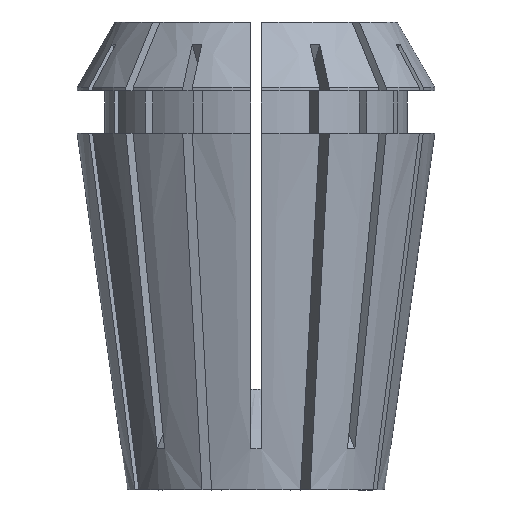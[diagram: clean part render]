
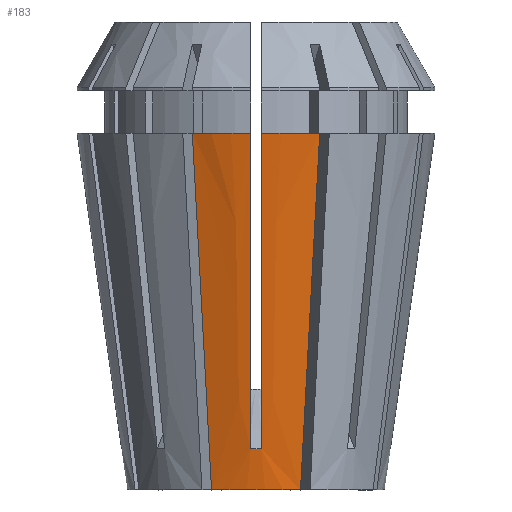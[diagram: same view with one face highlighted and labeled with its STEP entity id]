
A CAD part, left-side view. The second image highlights one B-rep face of the part: STEP entity #183.
In plain terms, the highlighted conical face has half-angle 8 degrees and reference radius 9.36 mm.
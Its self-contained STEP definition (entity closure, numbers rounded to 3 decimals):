
#2 = CARTESIAN_POINT ( 'NONE',  ( -8.784, 3.233, 0. ) ) ;
#10 = CARTESIAN_POINT ( 'NONE',  ( -9.07, -3.351, 2.199 ) ) ;
#38 = CARTESIAN_POINT ( 'NONE',  ( -9.213, 3.41, 3.298 ) ) ;
#51 = CARTESIAN_POINT ( 'NONE',  ( -10.632, 0.375, 9.093 ) ) ;
#56 = B_SPLINE_CURVE_WITH_KNOTS ( 'NONE', 3,
 ( #744, #4410, #4157, #1677, #4922, #2891, #836, #4538, #2071, #2507 ),
 .UNSPECIFIED., .F., .F.,
 ( 4, 3, 3, 4 ),
 ( 0.047, 0.053, 0.07, 0.07 ),
 .UNSPECIFIED. ) ;
#70 = VERTEX_POINT ( 'NONE', #582 ) ;
#93 = DIRECTION ( 'NONE',  ( 0., 0., -1. ) ) ;
#152 = DIRECTION ( 'NONE',  ( 1., 0., 0. ) ) ;
#183 = ADVANCED_FACE ( 'NONE', ( #2325 ), #2135, .T. ) ;
#362 = VERTEX_POINT ( 'NONE', #3204 ) ;
#367 = B_SPLINE_CURVE_WITH_KNOTS ( 'NONE', 3,
 ( #2729, #717, #2790, #3159 ),
 .UNSPECIFIED., .F., .F.,
 ( 4, 4 ),
 ( 0., 0.001 ),
 .UNSPECIFIED. ) ;
#393 = EDGE_CURVE ( 'NONE', #2918, #3078, #2808, .T. ) ;
#451 = CARTESIAN_POINT ( 'NONE',  ( -11.171, -4.221, 18.366 ) ) ;
#457 = CARTESIAN_POINT ( 'NONE',  ( -9.812, 0.375, 3.265 ) ) ;
#582 = CARTESIAN_POINT ( 'NONE',  ( -8.784, -3.233, 0. ) ) ;
#634 = EDGE_LOOP ( 'NONE', ( #3788, #3001, #2931, #1449, #5134, #4399, #1823, #3063 ) ) ;
#717 = CARTESIAN_POINT ( 'NONE',  ( -9.784, 0.125, 2.997 ) ) ;
#744 = CARTESIAN_POINT ( 'NONE',  ( -12.995, -0.375, 25.9 ) ) ;
#802 = CARTESIAN_POINT ( 'NONE',  ( -8.927, -3.292, 1.099 ) ) ;
#836 = CARTESIAN_POINT ( 'NONE',  ( -9.83, -0.375, 3.392 ) ) ;
#853 = CARTESIAN_POINT ( 'NONE',  ( -9.07, 3.351, 2.199 ) ) ;
#864 = CARTESIAN_POINT ( 'NONE',  ( 0., 0., 25.9 ) ) ;
#898 = DIRECTION ( 'NONE',  ( -1., 0., 0. ) ) ;
#978 = DIRECTION ( 'NONE',  ( -1., 0., 0. ) ) ;
#1139 = CARTESIAN_POINT ( 'NONE',  ( -12.995, -0.375, 25.9 ) ) ;
#1257 = EDGE_CURVE ( 'NONE', #362, #4351, #367, .T. ) ;
#1401 = CARTESIAN_POINT ( 'NONE',  ( -9.776, 0.375, 3.01 ) ) ;
#1449 = ORIENTED_EDGE ( 'NONE', *, *, #2073, .F. ) ;
#1490 = CARTESIAN_POINT ( 'NONE',  ( -9.776, -0.375, 3.01 ) ) ;
#1548 = AXIS2_PLACEMENT_3D ( 'NONE', #2545, #2166, #898 ) ;
#1603 = CIRCLE ( 'NONE', #3652, 13. ) ;
#1619 = CARTESIAN_POINT ( 'NONE',  ( -11.171, 4.221, 18.366 ) ) ;
#1677 = CARTESIAN_POINT ( 'NONE',  ( -12.235, -0.375, 20.495 ) ) ;
#1687 = CARTESIAN_POINT ( 'NONE',  ( -9.83, 0.375, 3.392 ) ) ;
#1745 = CARTESIAN_POINT ( 'NONE',  ( -12.742, 0.375, 24.098 ) ) ;
#1823 = ORIENTED_EDGE ( 'NONE', *, *, #1257, .F. ) ;
#1870 = EDGE_CURVE ( 'NONE', #2809, #362, #2493, .T. ) ;
#2000 = DIRECTION ( 'NONE',  ( -1., 0., 0. ) ) ;
#2071 = CARTESIAN_POINT ( 'NONE',  ( -9.794, -0.375, 3.137 ) ) ;
#2073 = EDGE_CURVE ( 'NONE', #4299, #70, #4950, .T. ) ;
#2076 = CARTESIAN_POINT ( 'NONE',  ( -8.784, -3.233, 0. ) ) ;
#2081 = CARTESIAN_POINT ( 'NONE',  ( -12.488, 0.375, 22.296 ) ) ;
#2135 = CONICAL_SURFACE ( 'NONE', #4418, 9.36, 0.14 ) ;
#2166 = DIRECTION ( 'NONE',  ( 0., 0., -1. ) ) ;
#2187 = EDGE_CURVE ( 'NONE', #70, #3078, #2655, .T. ) ;
#2325 = FACE_OUTER_BOUND ( 'NONE', #634, .T. ) ;
#2378 = DIRECTION ( 'NONE',  ( 0., 0., -1. ) ) ;
#2493 = B_SPLINE_CURVE_WITH_KNOTS ( 'NONE', 3,
 ( #4549, #1745, #2081, #4968, #2495, #51, #1687, #457, #3774, #1401 ),
 .UNSPECIFIED., .F., .F.,
 ( 4, 3, 3, 4 ),
 ( 0.047, 0.053, 0.07, 0.07 ),
 .UNSPECIFIED. ) ;
#2495 = CARTESIAN_POINT ( 'NONE',  ( -11.433, 0.375, 14.794 ) ) ;
#2507 = CARTESIAN_POINT ( 'NONE',  ( -9.776, -0.375, 3.01 ) ) ;
#2545 = CARTESIAN_POINT ( 'NONE',  ( 0., 0., 0. ) ) ;
#2573 = CARTESIAN_POINT ( 'NONE',  ( 0., 0., 0. ) ) ;
#2655 = CIRCLE ( 'NONE', #1548, 9.36 ) ;
#2729 = CARTESIAN_POINT ( 'NONE',  ( -9.776, 0.375, 3.01 ) ) ;
#2790 = CARTESIAN_POINT ( 'NONE',  ( -9.784, -0.125, 2.997 ) ) ;
#2808 = B_SPLINE_CURVE_WITH_KNOTS ( 'NONE', 3,
 ( #5311, #1619, #2856, #38, #853, #4155, #2 ),
 .UNSPECIFIED., .F., .F.,
 ( 4, 3, 4 ),
 ( 0., 0.023, 0.026 ),
 .UNSPECIFIED. ) ;
#2809 = VERTEX_POINT ( 'NONE', #2893 ) ;
#2856 = CARTESIAN_POINT ( 'NONE',  ( -10.192, 3.816, 10.832 ) ) ;
#2891 = CARTESIAN_POINT ( 'NONE',  ( -10.632, -0.375, 9.093 ) ) ;
#2893 = CARTESIAN_POINT ( 'NONE',  ( -12.995, 0.375, 25.9 ) ) ;
#2918 = VERTEX_POINT ( 'NONE', #3053 ) ;
#2931 = ORIENTED_EDGE ( 'NONE', *, *, #2187, .F. ) ;
#3001 = ORIENTED_EDGE ( 'NONE', *, *, #393, .T. ) ;
#3021 = DIRECTION ( 'NONE',  ( 0., 0., 1. ) ) ;
#3053 = CARTESIAN_POINT ( 'NONE',  ( -12.149, 4.626, 25.9 ) ) ;
#3063 = ORIENTED_EDGE ( 'NONE', *, *, #1870, .F. ) ;
#3078 = VERTEX_POINT ( 'NONE', #4794 ) ;
#3159 = CARTESIAN_POINT ( 'NONE',  ( -9.776, -0.375, 3.01 ) ) ;
#3204 = CARTESIAN_POINT ( 'NONE',  ( -9.776, 0.375, 3.01 ) ) ;
#3580 = VERTEX_POINT ( 'NONE', #1139 ) ;
#3652 = AXIS2_PLACEMENT_3D ( 'NONE', #4473, #2378, #2000 ) ;
#3771 = AXIS2_PLACEMENT_3D ( 'NONE', #864, #93, #978 ) ;
#3774 = CARTESIAN_POINT ( 'NONE',  ( -9.794, 0.375, 3.137 ) ) ;
#3788 = ORIENTED_EDGE ( 'NONE', *, *, #4683, .T. ) ;
#3919 = EDGE_CURVE ( 'NONE', #4299, #3580, #1603, .T. ) ;
#3962 = EDGE_CURVE ( 'NONE', #3580, #4351, #56, .T. ) ;
#4092 = CARTESIAN_POINT ( 'NONE',  ( -10.192, -3.816, 10.832 ) ) ;
#4155 = CARTESIAN_POINT ( 'NONE',  ( -8.927, 3.292, 1.099 ) ) ;
#4157 = CARTESIAN_POINT ( 'NONE',  ( -12.488, -0.375, 22.296 ) ) ;
#4161 = CARTESIAN_POINT ( 'NONE',  ( -9.213, -3.41, 3.298 ) ) ;
#4221 = CARTESIAN_POINT ( 'NONE',  ( -12.149, -4.626, 25.9 ) ) ;
#4299 = VERTEX_POINT ( 'NONE', #4221 ) ;
#4321 = CIRCLE ( 'NONE', #3771, 13. ) ;
#4351 = VERTEX_POINT ( 'NONE', #1490 ) ;
#4399 = ORIENTED_EDGE ( 'NONE', *, *, #3962, .T. ) ;
#4410 = CARTESIAN_POINT ( 'NONE',  ( -12.742, -0.375, 24.098 ) ) ;
#4418 = AXIS2_PLACEMENT_3D ( 'NONE', #2573, #3021, #152 ) ;
#4473 = CARTESIAN_POINT ( 'NONE',  ( 0., 0., 25.9 ) ) ;
#4538 = CARTESIAN_POINT ( 'NONE',  ( -9.812, -0.375, 3.265 ) ) ;
#4543 = CARTESIAN_POINT ( 'NONE',  ( -12.149, -4.626, 25.9 ) ) ;
#4549 = CARTESIAN_POINT ( 'NONE',  ( -12.995, 0.375, 25.9 ) ) ;
#4683 = EDGE_CURVE ( 'NONE', #2809, #2918, #4321, .T. ) ;
#4794 = CARTESIAN_POINT ( 'NONE',  ( -8.784, 3.233, 0. ) ) ;
#4922 = CARTESIAN_POINT ( 'NONE',  ( -11.433, -0.375, 14.794 ) ) ;
#4950 = B_SPLINE_CURVE_WITH_KNOTS ( 'NONE', 3,
 ( #4543, #451, #4092, #4161, #10, #802, #2076 ),
 .UNSPECIFIED., .F., .F.,
 ( 4, 3, 4 ),
 ( 0., 0.023, 0.026 ),
 .UNSPECIFIED. ) ;
#4968 = CARTESIAN_POINT ( 'NONE',  ( -12.235, 0.375, 20.495 ) ) ;
#5134 = ORIENTED_EDGE ( 'NONE', *, *, #3919, .T. ) ;
#5311 = CARTESIAN_POINT ( 'NONE',  ( -12.149, 4.626, 25.9 ) ) ;
